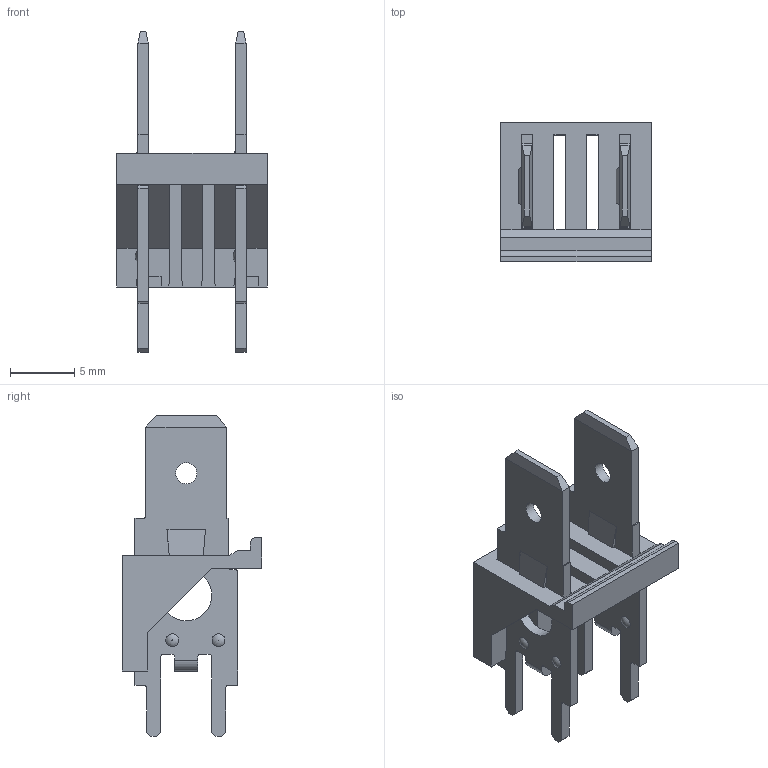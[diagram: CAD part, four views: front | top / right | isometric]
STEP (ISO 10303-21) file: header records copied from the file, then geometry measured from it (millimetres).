
FILE_DESCRIPTION(/* description */ ('Unknown'),/* implementation_level */ '2;1');
FILE_NAME(/* name */ 'J_Wurth_WR-FAST_638363222002',/* time_stamp */ '2025-06-19T16:09:29+08:00',/* author */ ('Unknown'),/* organization */ ('Unknown'),/* preprocessor_version */ 'ST-DEVELOPER v19.4',/* originating_system */ 'Solid Edge',/* authorisation */ 'Unknown');
FILE_SCHEMA (('AUTOMOTIVE_DESIGN {1 0 10303 214 3 1 1}'));
Length unit declared in the file: millimetre
Products named in the file (2): J_Wurth_WR-FAST_638363222002
Assembly tree (1 placements, depth 2):
  J_Wurth_WR-FAST_638363222002
    J_Wurth_WR-FAST_638363222002
Bounding box: 11.74 x 10.9 x 25 mm (x, y, z)
Volume: 603.4 mm3; surface area: 1443.2 mm2
Topology: 3 solids, 3 shells, 164 faces, 470 edges, 304 vertices
Faces by surface type: plane 121, cylinder 31, cone 8, torus 4
Full cylindrical faces by diameter (mm): 1.65 x2, 4 x2
Entity records: 5256 total; most frequent: CARTESIAN_POINT 916, ORIENTED_EDGE 900, DIRECTION 852, EDGE_CURVE 450, LINE 380, VECTOR 380, VERTEX_POINT 300, AXIS2_PLACEMENT_3D 236
